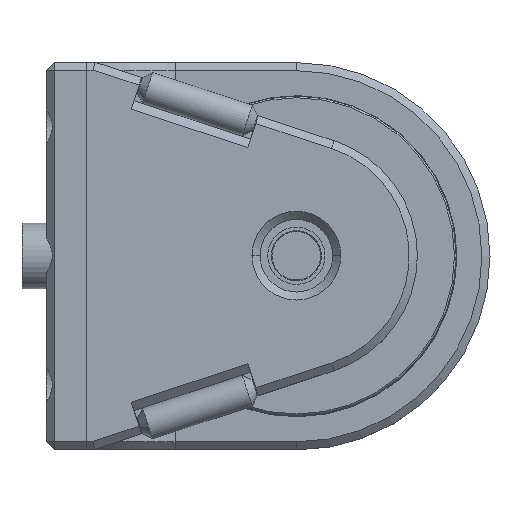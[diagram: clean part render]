
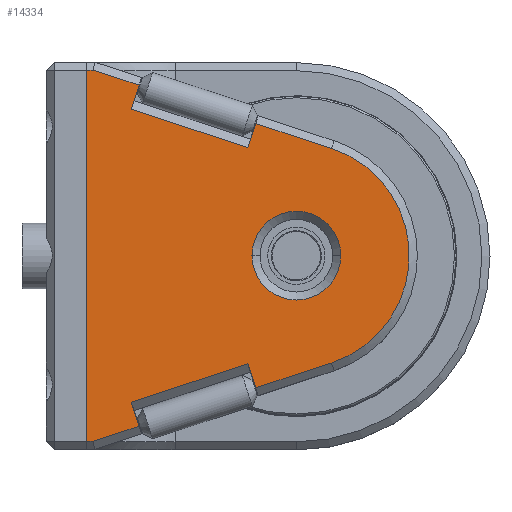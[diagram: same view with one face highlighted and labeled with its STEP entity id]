
A CAD part, top view. The second image highlights one B-rep face of the part: STEP entity #14334.
In plain terms, the highlighted face is planar.
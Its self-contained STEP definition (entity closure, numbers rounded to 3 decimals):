
#237 = DIRECTION ( 'NONE',  ( 0.95, 0., 0.312 ) ) ;
#325 = AXIS2_PLACEMENT_3D ( 'NONE', #5554, #15627, #15795 ) ;
#367 = ORIENTED_EDGE ( 'NONE', *, *, #5901, .T. ) ;
#531 = VERTEX_POINT ( 'NONE', #10879 ) ;
#595 = LINE ( 'NONE', #5374, #3900 ) ;
#770 = CARTESIAN_POINT ( 'NONE',  ( 13.406, 23., 24.983 ) ) ;
#938 = PLANE ( 'NONE',  #13913 ) ;
#987 = VECTOR ( 'NONE', #237, 1000. ) ;
#1064 = VERTEX_POINT ( 'NONE', #16033 ) ;
#1558 = VERTEX_POINT ( 'NONE', #5254 ) ;
#1672 = LINE ( 'NONE', #11727, #9701 ) ;
#1987 = EDGE_CURVE ( 'NONE', #9023, #13579, #7220, .T. ) ;
#2032 = EDGE_CURVE ( 'NONE', #8216, #12527, #8566, .T. ) ;
#2277 = DIRECTION ( 'NONE',  ( 0.312, 0., 0.95 ) ) ;
#2448 = DIRECTION ( 'NONE',  ( 0., -1., 0. ) ) ;
#2506 = CARTESIAN_POINT ( 'NONE',  ( -13.406, 23., 24.983 ) ) ;
#2632 = ORIENTED_EDGE ( 'NONE', *, *, #8480, .T. ) ;
#2672 = DIRECTION ( 'NONE',  ( 0.312, 0., 0.95 ) ) ;
#2673 = ORIENTED_EDGE ( 'NONE', *, *, #3518, .T. ) ;
#2686 = DIRECTION ( 'NONE',  ( 0.312, 0., -0.95 ) ) ;
#3006 = DIRECTION ( 'NONE',  ( 0.95, 0., -0.312 ) ) ;
#3075 = LINE ( 'NONE', #15841, #11946 ) ;
#3227 = VERTEX_POINT ( 'NONE', #8388 ) ;
#3318 = VECTOR ( 'NONE', #3006, 1000. ) ;
#3500 = CARTESIAN_POINT ( 'NONE',  ( -13.301, 23., 35.369 ) ) ;
#3518 = EDGE_CURVE ( 'NONE', #4254, #9023, #5448, .T. ) ;
#3588 = ORIENTED_EDGE ( 'NONE', *, *, #10012, .F. ) ;
#3629 = DIRECTION ( 'NONE',  ( 0., 0., -1. ) ) ;
#3787 = ORIENTED_EDGE ( 'NONE', *, *, #2032, .T. ) ;
#3791 = FACE_BOUND ( 'NONE', #6058, .T. ) ;
#3900 = VECTOR ( 'NONE', #6954, 1000. ) ;
#4105 = DIRECTION ( 'NONE',  ( 0.312, 0., -0.95 ) ) ;
#4254 = VERTEX_POINT ( 'NONE', #16309 ) ;
#4257 = AXIS2_PLACEMENT_3D ( 'NONE', #4812, #8412, #15039 ) ;
#4548 = VERTEX_POINT ( 'NONE', #8496 ) ;
#4631 = EDGE_CURVE ( 'NONE', #3227, #531, #14237, .T. ) ;
#4687 = LINE ( 'NONE', #12147, #16211 ) ;
#4812 = CARTESIAN_POINT ( 'NONE',  ( 0., 23., 31. ) ) ;
#4839 = EDGE_CURVE ( 'NONE', #531, #3227, #11812, .T. ) ;
#5179 = LINE ( 'NONE', #5260, #987 ) ;
#5203 = CARTESIAN_POINT ( 'NONE',  ( 23., 23., 5. ) ) ;
#5208 = CARTESIAN_POINT ( 'NONE',  ( 23., 23., 5.84 ) ) ;
#5254 = CARTESIAN_POINT ( 'NONE',  ( 21.134, 23., 11.522 ) ) ;
#5260 = CARTESIAN_POINT ( 'NONE',  ( -25.985, 23., 12.044 ) ) ;
#5374 = CARTESIAN_POINT ( 'NONE',  ( -23., 23., 6. ) ) ;
#5448 = LINE ( 'NONE', #5529, #3318 ) ;
#5529 = CARTESIAN_POINT ( 'NONE',  ( -22.084, 23., 11.834 ) ) ;
#5554 = CARTESIAN_POINT ( 'NONE',  ( 0., 23., 31. ) ) ;
#5901 = EDGE_CURVE ( 'NONE', #8092, #16127, #1672, .T. ) ;
#6058 = EDGE_LOOP ( 'NONE', ( #7521, #16045 ) ) ;
#6389 = CARTESIAN_POINT ( 'NONE',  ( 0., 23., 31. ) ) ;
#6497 = DIRECTION ( 'NONE',  ( 0.312, 0., 0.95 ) ) ;
#6596 = VECTOR ( 'NONE', #6497, 1000. ) ;
#6954 = DIRECTION ( 'NONE',  ( 0., 0., 1. ) ) ;
#6979 = CARTESIAN_POINT ( 'NONE',  ( -23.05, 23., 5.688 ) ) ;
#7042 = EDGE_CURVE ( 'NONE', #1064, #4548, #595, .T. ) ;
#7179 = EDGE_CURVE ( 'NONE', #1064, #12527, #12065, .T. ) ;
#7220 = LINE ( 'NONE', #11069, #11332 ) ;
#7261 = EDGE_CURVE ( 'NONE', #8714, #13579, #4687, .T. ) ;
#7398 = EDGE_CURVE ( 'NONE', #4548, #4254, #10126, .T. ) ;
#7521 = ORIENTED_EDGE ( 'NONE', *, *, #4631, .T. ) ;
#7563 = EDGE_CURVE ( 'NONE', #1558, #8216, #3075, .T. ) ;
#7591 = ORIENTED_EDGE ( 'NONE', *, *, #7948, .T. ) ;
#7785 = CARTESIAN_POINT ( 'NONE',  ( -23.05, 23., 5.688 ) ) ;
#7948 = EDGE_CURVE ( 'NONE', #8714, #9911, #13433, .T. ) ;
#8092 = VERTEX_POINT ( 'NONE', #770 ) ;
#8101 = ORIENTED_EDGE ( 'NONE', *, *, #9712, .T. ) ;
#8216 = VERTEX_POINT ( 'NONE', #5208 ) ;
#8388 = CARTESIAN_POINT ( 'NONE',  ( 0., 23., 36.5 ) ) ;
#8412 = DIRECTION ( 'NONE',  ( 0., 1., 0. ) ) ;
#8450 = VECTOR ( 'NONE', #15519, 1000. ) ;
#8480 = EDGE_CURVE ( 'NONE', #15712, #11565, #8870, .T. ) ;
#8490 = VECTOR ( 'NONE', #15924, 1000. ) ;
#8496 = CARTESIAN_POINT ( 'NONE',  ( -23., 23., 5.84 ) ) ;
#8566 = LINE ( 'NONE', #11236, #12693 ) ;
#8714 = VERTEX_POINT ( 'NONE', #11106 ) ;
#8870 = LINE ( 'NONE', #12814, #9308 ) ;
#9023 = VERTEX_POINT ( 'NONE', #15655 ) ;
#9308 = VECTOR ( 'NONE', #15338, 1000. ) ;
#9472 = CARTESIAN_POINT ( 'NONE',  ( -24., 23., 5. ) ) ;
#9701 = VECTOR ( 'NONE', #2686, 1000. ) ;
#9712 = EDGE_CURVE ( 'NONE', #16127, #1558, #15759, .T. ) ;
#9911 = VERTEX_POINT ( 'NONE', #3500 ) ;
#9963 = EDGE_LOOP ( 'NONE', ( #11436, #7591, #10613, #2632, #3588, #367, #8101, #12304, #3787, #10778, #14074, #12811, #2673, #12569 ) ) ;
#10012 = EDGE_CURVE ( 'NONE', #8092, #11565, #5179, .T. ) ;
#10126 = LINE ( 'NONE', #7785, #11120 ) ;
#10550 = CARTESIAN_POINT ( 'NONE',  ( -21.242, 23., -2.397 ) ) ;
#10613 = ORIENTED_EDGE ( 'NONE', *, *, #11942, .T. ) ;
#10778 = ORIENTED_EDGE ( 'NONE', *, *, #7179, .F. ) ;
#10879 = CARTESIAN_POINT ( 'NONE',  ( 0., 23., 25.5 ) ) ;
#11042 = DIRECTION ( 'NONE',  ( 0.95, 0., -0.312 ) ) ;
#11069 = CARTESIAN_POINT ( 'NONE',  ( -18.118, 23., 10.637 ) ) ;
#11106 = CARTESIAN_POINT ( 'NONE',  ( -16.39, 23., 25.963 ) ) ;
#11120 = VECTOR ( 'NONE', #2672, 1000. ) ;
#11153 = CARTESIAN_POINT ( 'NONE',  ( -24., 23., 6. ) ) ;
#11236 = CARTESIAN_POINT ( 'NONE',  ( 23., 23., 6. ) ) ;
#11332 = VECTOR ( 'NONE', #2277, 1000. ) ;
#11436 = ORIENTED_EDGE ( 'NONE', *, *, #7261, .F. ) ;
#11565 = VERTEX_POINT ( 'NONE', #13962 ) ;
#11727 = CARTESIAN_POINT ( 'NONE',  ( 15.391, 23., 18.938 ) ) ;
#11812 = CIRCLE ( 'NONE', #325, 5.5 ) ;
#11942 = EDGE_CURVE ( 'NONE', #9911, #15712, #15493, .T. ) ;
#11946 = VECTOR ( 'NONE', #4105, 1000. ) ;
#12065 = LINE ( 'NONE', #9472, #8450 ) ;
#12147 = CARTESIAN_POINT ( 'NONE',  ( -17.34, 23., 26.275 ) ) ;
#12304 = ORIENTED_EDGE ( 'NONE', *, *, #7563, .T. ) ;
#12527 = VERTEX_POINT ( 'NONE', #5203 ) ;
#12569 = ORIENTED_EDGE ( 'NONE', *, *, #1987, .T. ) ;
#12673 = DIRECTION ( 'NONE',  ( 0., 0., -1. ) ) ;
#12693 = VECTOR ( 'NONE', #16369, 1000. ) ;
#12775 = CARTESIAN_POINT ( 'NONE',  ( 18.149, 23., 10.542 ) ) ;
#12811 = ORIENTED_EDGE ( 'NONE', *, *, #7398, .T. ) ;
#12814 = CARTESIAN_POINT ( 'NONE',  ( 18.376, 23., 19.919 ) ) ;
#13433 = LINE ( 'NONE', #6979, #6596 ) ;
#13579 = VERTEX_POINT ( 'NONE', #2506 ) ;
#13860 = DIRECTION ( 'NONE',  ( 0., -1., 0. ) ) ;
#13913 = AXIS2_PLACEMENT_3D ( 'NONE', #11153, #2448, #12673 ) ;
#13962 = CARTESIAN_POINT ( 'NONE',  ( 16.39, 23., 25.963 ) ) ;
#14074 = ORIENTED_EDGE ( 'NONE', *, *, #7042, .T. ) ;
#14109 = FACE_OUTER_BOUND ( 'NONE', #9963, .T. ) ;
#14237 = CIRCLE ( 'NONE', #15295, 5.5 ) ;
#14334 = ADVANCED_FACE ( 'NONE', ( #3791, #14109 ), #938, .F. ) ;
#15039 = DIRECTION ( 'NONE',  ( 0., 0., -1. ) ) ;
#15295 = AXIS2_PLACEMENT_3D ( 'NONE', #6389, #13860, #3629 ) ;
#15338 = DIRECTION ( 'NONE',  ( 0.312, 0., -0.95 ) ) ;
#15347 = CARTESIAN_POINT ( 'NONE',  ( 13.301, 23., 35.369 ) ) ;
#15493 = CIRCLE ( 'NONE', #4257, 14. ) ;
#15519 = DIRECTION ( 'NONE',  ( 1., 0., 0. ) ) ;
#15627 = DIRECTION ( 'NONE',  ( 0., -1., 0. ) ) ;
#15655 = CARTESIAN_POINT ( 'NONE',  ( -18.149, 23., 10.542 ) ) ;
#15712 = VERTEX_POINT ( 'NONE', #15347 ) ;
#15759 = LINE ( 'NONE', #10550, #8490 ) ;
#15795 = DIRECTION ( 'NONE',  ( 0., 0., -1. ) ) ;
#15841 = CARTESIAN_POINT ( 'NONE',  ( 18.376, 23., 19.919 ) ) ;
#15924 = DIRECTION ( 'NONE',  ( 0.95, 0., 0.312 ) ) ;
#16033 = CARTESIAN_POINT ( 'NONE',  ( -23., 23., 5. ) ) ;
#16045 = ORIENTED_EDGE ( 'NONE', *, *, #4839, .T. ) ;
#16127 = VERTEX_POINT ( 'NONE', #12775 ) ;
#16211 = VECTOR ( 'NONE', #11042, 1000. ) ;
#16309 = CARTESIAN_POINT ( 'NONE',  ( -21.134, 23., 11.522 ) ) ;
#16369 = DIRECTION ( 'NONE',  ( 0., 0., -1. ) ) ;
